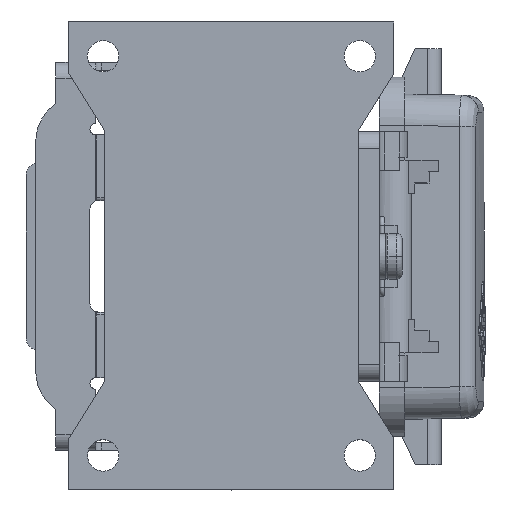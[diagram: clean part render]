
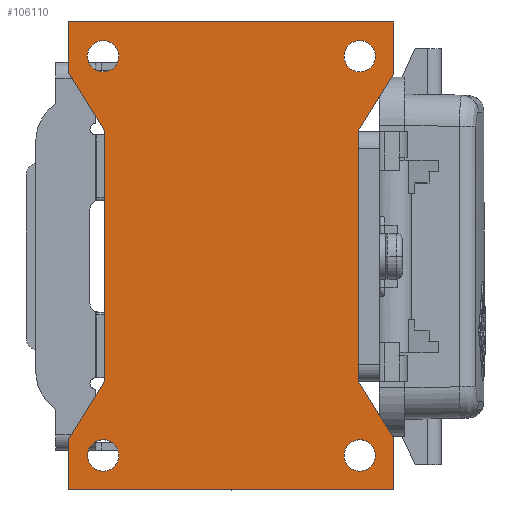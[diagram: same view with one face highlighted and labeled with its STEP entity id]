
A CAD part, top view. The second image highlights one B-rep face of the part: STEP entity #106110.
In plain terms, the highlighted face is planar.
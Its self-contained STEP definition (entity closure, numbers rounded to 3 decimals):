
#104350=CARTESIAN_POINT('',(-37.75,22.5,-64.));
#104360=VERTEX_POINT('',#104350);
#104440=CARTESIAN_POINT('',(-32.25,22.5,-64.));
#104450=VERTEX_POINT('',#104440);
#104480=CARTESIAN_POINT('',(-35.,22.5,-64.));
#104490=DIRECTION('',(0.,0.,1.));
#104500=DIRECTION('',(-1.,0.,0.));
#104510=AXIS2_PLACEMENT_3D('',#104480,#104490,#104500);
#104520=CIRCLE('',#104510,2.75);
#104530=EDGE_CURVE('',#104450,#104360,#104520,.T.);
#104580=CARTESIAN_POINT('',(0.,0.,-64.));
#104590=DIRECTION('',(0.,0.,1.));
#104600=DIRECTION('',(1.,0.,0.));
#104610=AXIS2_PLACEMENT_3D('',#104580,#104590,#104600);
#104620=PLANE('',#104610);
#104630=CARTESIAN_POINT('',(-32.,-28.5,-64.));
#104640=DIRECTION('',(-1.,0.,0.));
#104650=VECTOR('',#104640,9.);
#104660=LINE('',#104630,#104650);
#104670=CARTESIAN_POINT('',(-32.,-28.5,-64.));
#104680=VERTEX_POINT('',#104670);
#104690=CARTESIAN_POINT('',(-41.,-28.5,-64.));
#104700=VERTEX_POINT('',#104690);
#104710=EDGE_CURVE('',#104680,#104700,#104660,.T.);
#104720=ORIENTED_EDGE('',*,*,#104710,.T.);
#104730=CARTESIAN_POINT('',(-22.,-22.25,-64.));
#104740=DIRECTION('',(-0.848,-0.53,0.));
#104750=VECTOR('',#104740,11.792);
#104760=LINE('',#104730,#104750);
#104770=CARTESIAN_POINT('',(-22.,-22.25,-64.));
#104780=VERTEX_POINT('',#104770);
#104790=EDGE_CURVE('',#104780,#104680,#104760,.T.);
#104800=ORIENTED_EDGE('',*,*,#104790,.T.);
#104810=CARTESIAN_POINT('',(0.,-22.25,-64.));
#104820=DIRECTION('',(1.,0.,0.));
#104830=VECTOR('',#104820,1.);
#104840=LINE('',#104810,#104830);
#104850=CARTESIAN_POINT('',(22.,-22.25,-64.));
#104860=VERTEX_POINT('',#104850);
#104870=EDGE_CURVE('',#104780,#104860,#104840,.T.);
#104880=ORIENTED_EDGE('',*,*,#104870,.F.);
#104890=CARTESIAN_POINT('',(32.,-28.5,-64.));
#104900=DIRECTION('',(-0.848,0.53,0.));
#104910=VECTOR('',#104900,11.792);
#104920=LINE('',#104890,#104910);
#104930=CARTESIAN_POINT('',(32.,-28.5,-64.));
#104940=VERTEX_POINT('',#104930);
#104950=EDGE_CURVE('',#104940,#104860,#104920,.T.);
#104960=ORIENTED_EDGE('',*,*,#104950,.T.);
#104970=CARTESIAN_POINT('',(41.,-28.5,-64.));
#104980=DIRECTION('',(-1.,0.,0.));
#104990=VECTOR('',#104980,9.);
#105000=LINE('',#104970,#104990);
#105010=CARTESIAN_POINT('',(41.,-28.5,-64.));
#105020=VERTEX_POINT('',#105010);
#105030=EDGE_CURVE('',#105020,#104940,#105000,.T.);
#105040=ORIENTED_EDGE('',*,*,#105030,.T.);
#105050=CARTESIAN_POINT('',(41.,28.5,-64.));
#105060=DIRECTION('',(0.,-1.,0.));
#105070=VECTOR('',#105060,57.);
#105080=LINE('',#105050,#105070);
#105090=CARTESIAN_POINT('',(41.,28.5,-64.));
#105100=VERTEX_POINT('',#105090);
#105110=EDGE_CURVE('',#105100,#105020,#105080,.T.);
#105120=ORIENTED_EDGE('',*,*,#105110,.T.);
#105130=CARTESIAN_POINT('',(32.,28.5,-64.));
#105140=DIRECTION('',(1.,0.,0.));
#105150=VECTOR('',#105140,9.);
#105160=LINE('',#105130,#105150);
#105170=CARTESIAN_POINT('',(32.,28.5,-64.));
#105180=VERTEX_POINT('',#105170);
#105190=EDGE_CURVE('',#105180,#105100,#105160,.T.);
#105200=ORIENTED_EDGE('',*,*,#105190,.T.);
#105210=CARTESIAN_POINT('',(22.,22.25,-64.));
#105220=DIRECTION('',(0.848,0.53,0.));
#105230=VECTOR('',#105220,11.792);
#105240=LINE('',#105210,#105230);
#105250=CARTESIAN_POINT('',(22.,22.25,-64.));
#105260=VERTEX_POINT('',#105250);
#105270=EDGE_CURVE('',#105260,#105180,#105240,.T.);
#105280=ORIENTED_EDGE('',*,*,#105270,.T.);
#105290=CARTESIAN_POINT('',(0.,22.25,-64.));
#105300=DIRECTION('',(-1.,0.,0.));
#105310=VECTOR('',#105300,1.);
#105320=LINE('',#105290,#105310);
#105330=CARTESIAN_POINT('',(-22.,22.25,-64.));
#105340=VERTEX_POINT('',#105330);
#105350=EDGE_CURVE('',#105260,#105340,#105320,.T.);
#105360=ORIENTED_EDGE('',*,*,#105350,.F.);
#105370=CARTESIAN_POINT('',(-32.,28.5,-64.));
#105380=DIRECTION('',(0.848,-0.53,0.));
#105390=VECTOR('',#105380,11.792);
#105400=LINE('',#105370,#105390);
#105410=CARTESIAN_POINT('',(-32.,28.5,-64.));
#105420=VERTEX_POINT('',#105410);
#105430=EDGE_CURVE('',#105420,#105340,#105400,.T.);
#105440=ORIENTED_EDGE('',*,*,#105430,.T.);
#105450=CARTESIAN_POINT('',(-41.,28.5,-64.));
#105460=DIRECTION('',(1.,0.,0.));
#105470=VECTOR('',#105460,9.);
#105480=LINE('',#105450,#105470);
#105490=CARTESIAN_POINT('',(-41.,28.5,-64.));
#105500=VERTEX_POINT('',#105490);
#105510=EDGE_CURVE('',#105500,#105420,#105480,.T.);
#105520=ORIENTED_EDGE('',*,*,#105510,.T.);
#105530=CARTESIAN_POINT('',(-41.,-28.5,-64.));
#105540=DIRECTION('',(0.,1.,0.));
#105550=VECTOR('',#105540,57.);
#105560=LINE('',#105530,#105550);
#105570=EDGE_CURVE('',#104700,#105500,#105560,.T.);
#105580=ORIENTED_EDGE('',*,*,#105570,.T.);
#105590=EDGE_LOOP('',(#105580,#105520,#105440,#105360,#105280,#105200,
#105120,#105040,#104960,#104880,#104800,#104720));
#105600=FACE_OUTER_BOUND('',#105590,.T.);
#105610=CARTESIAN_POINT('',(35.,-22.5,-64.));
#105620=DIRECTION('',(0.,0.,1.));
#105630=DIRECTION('',(-1.,0.,0.));
#105640=AXIS2_PLACEMENT_3D('',#105610,#105620,#105630);
#105650=CIRCLE('',#105640,2.75);
#105660=CARTESIAN_POINT('',(37.75,-22.5,-64.));
#105670=VERTEX_POINT('',#105660);
#105680=CARTESIAN_POINT('',(32.25,-22.5,-64.));
#105690=VERTEX_POINT('',#105680);
#105700=EDGE_CURVE('',#105670,#105690,#105650,.T.);
#105710=ORIENTED_EDGE('',*,*,#105700,.T.);
#105720=EDGE_CURVE('',#105690,#105670,#105650,.T.);
#105730=ORIENTED_EDGE('',*,*,#105720,.T.);
#105740=EDGE_LOOP('',(#105730,#105710));
#105750=FACE_BOUND('',#105740,.T.);
#105760=EDGE_CURVE('',#104360,#104450,#104520,.T.);
#105770=ORIENTED_EDGE('',*,*,#105760,.T.);
#105780=ORIENTED_EDGE('',*,*,#104530,.T.);
#105790=EDGE_LOOP('',(#105780,#105770));
#105800=FACE_BOUND('',#105790,.T.);
#105810=CARTESIAN_POINT('',(-35.,-22.5,-64.));
#105820=DIRECTION('',(0.,0.,1.));
#105830=DIRECTION('',(-1.,0.,0.));
#105840=AXIS2_PLACEMENT_3D('',#105810,#105820,#105830);
#105850=CIRCLE('',#105840,2.75);
#105860=CARTESIAN_POINT('',(-37.75,-22.5,-64.));
#105870=VERTEX_POINT('',#105860);
#105880=CARTESIAN_POINT('',(-32.25,-22.5,-64.));
#105890=VERTEX_POINT('',#105880);
#105900=EDGE_CURVE('',#105870,#105890,#105850,.T.);
#105910=ORIENTED_EDGE('',*,*,#105900,.T.);
#105920=EDGE_CURVE('',#105890,#105870,#105850,.T.);
#105930=ORIENTED_EDGE('',*,*,#105920,.T.);
#105940=EDGE_LOOP('',(#105930,#105910));
#105950=FACE_BOUND('',#105940,.T.);
#105960=CARTESIAN_POINT('',(35.,22.5,-64.));
#105970=DIRECTION('',(0.,0.,1.));
#105980=DIRECTION('',(-1.,0.,0.));
#105990=AXIS2_PLACEMENT_3D('',#105960,#105970,#105980);
#106000=CIRCLE('',#105990,2.75);
#106010=CARTESIAN_POINT('',(37.75,22.5,-64.));
#106020=VERTEX_POINT('',#106010);
#106030=CARTESIAN_POINT('',(32.25,22.5,-64.));
#106040=VERTEX_POINT('',#106030);
#106050=EDGE_CURVE('',#106020,#106040,#106000,.T.);
#106060=ORIENTED_EDGE('',*,*,#106050,.T.);
#106070=EDGE_CURVE('',#106040,#106020,#106000,.T.);
#106080=ORIENTED_EDGE('',*,*,#106070,.T.);
#106090=EDGE_LOOP('',(#106080,#106060));
#106100=FACE_BOUND('',#106090,.T.);
#106110=ADVANCED_FACE('',(#105600,#105750,#105800,#105950,#106100),
#104620,.F.);
